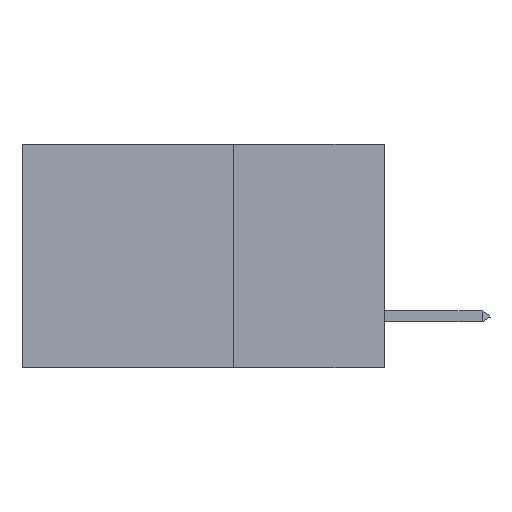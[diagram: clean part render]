
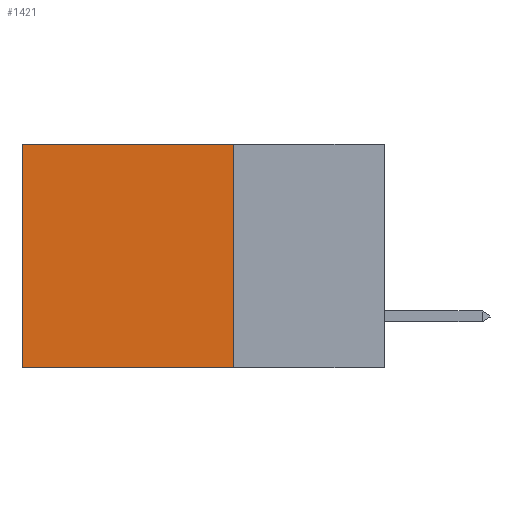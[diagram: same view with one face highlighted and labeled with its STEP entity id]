
A CAD part, left-side view. The second image highlights one B-rep face of the part: STEP entity #1421.
In plain terms, the highlighted planar face has unit normal (-1, 0, 0).
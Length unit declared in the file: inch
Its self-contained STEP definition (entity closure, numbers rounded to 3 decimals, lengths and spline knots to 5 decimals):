
#164 = DIRECTION ( 'NONE',  ( 0., 0., -1. ) ) ;
#298 = VERTEX_POINT ( 'NONE', #6831 ) ;
#731 = AXIS2_PLACEMENT_3D ( 'NONE', #7093, #11784, #8048 ) ;
#854 = CARTESIAN_POINT ( 'NONE',  ( 0.2875, 0.6, -0.37 ) ) ;
#953 = EDGE_CURVE ( 'NONE', #8216, #3787, #11554, .T. ) ;
#1421 = ADVANCED_FACE ( 'NONE', ( #2596 ), #11875, .F. ) ;
#2596 = FACE_OUTER_BOUND ( 'NONE', #8103, .T. ) ;
#3391 = CARTESIAN_POINT ( 'NONE',  ( 0.2875, 0.25, 0. ) ) ;
#3425 = EDGE_CURVE ( 'NONE', #8216, #298, #3923, .T. ) ;
#3493 = VECTOR ( 'NONE', #5185, 39.37008 ) ;
#3787 = VERTEX_POINT ( 'NONE', #8460 ) ;
#3898 = CARTESIAN_POINT ( 'NONE',  ( 0.2875, 0.25, 0. ) ) ;
#3923 = LINE ( 'NONE', #3898, #10764 ) ;
#4336 = LINE ( 'NONE', #11859, #8902 ) ;
#5185 = DIRECTION ( 'NONE',  ( 0., 1., 0. ) ) ;
#5757 = VERTEX_POINT ( 'NONE', #854 ) ;
#5786 = DIRECTION ( 'NONE',  ( 0., 1., 0. ) ) ;
#6831 = CARTESIAN_POINT ( 'NONE',  ( 0.2875, 0.25, -0.37 ) ) ;
#7093 = CARTESIAN_POINT ( 'NONE',  ( 0.2875, 0.25, 0. ) ) ;
#7151 = CARTESIAN_POINT ( 'NONE',  ( 0.2875, 0.25, 0. ) ) ;
#7226 = VECTOR ( 'NONE', #5786, 39.37008 ) ;
#7695 = CARTESIAN_POINT ( 'NONE',  ( 0.2875, 0.25, -0.37 ) ) ;
#7913 = DIRECTION ( 'NONE',  ( 0., 0., -1. ) ) ;
#8048 = DIRECTION ( 'NONE',  ( 0., 0., -1. ) ) ;
#8103 = EDGE_LOOP ( 'NONE', ( #8743, #10733, #9400, #12369 ) ) ;
#8216 = VERTEX_POINT ( 'NONE', #7151 ) ;
#8460 = CARTESIAN_POINT ( 'NONE',  ( 0.2875, 0.6, 0. ) ) ;
#8743 = ORIENTED_EDGE ( 'NONE', *, *, #10450, .T. ) ;
#8902 = VECTOR ( 'NONE', #7913, 39.37008 ) ;
#9400 = ORIENTED_EDGE ( 'NONE', *, *, #3425, .F. ) ;
#10332 = EDGE_CURVE ( 'NONE', #298, #5757, #10718, .T. ) ;
#10450 = EDGE_CURVE ( 'NONE', #3787, #5757, #4336, .T. ) ;
#10718 = LINE ( 'NONE', #7695, #7226 ) ;
#10733 = ORIENTED_EDGE ( 'NONE', *, *, #10332, .F. ) ;
#10764 = VECTOR ( 'NONE', #164, 39.37008 ) ;
#11554 = LINE ( 'NONE', #3391, #3493 ) ;
#11784 = DIRECTION ( 'NONE',  ( 1., 0., 0. ) ) ;
#11859 = CARTESIAN_POINT ( 'NONE',  ( 0.2875, 0.6, 0. ) ) ;
#11875 = PLANE ( 'NONE',  #731 ) ;
#12369 = ORIENTED_EDGE ( 'NONE', *, *, #953, .T. ) ;
